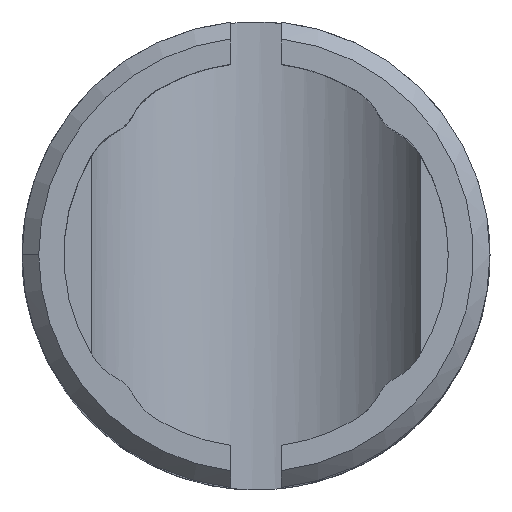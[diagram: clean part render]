
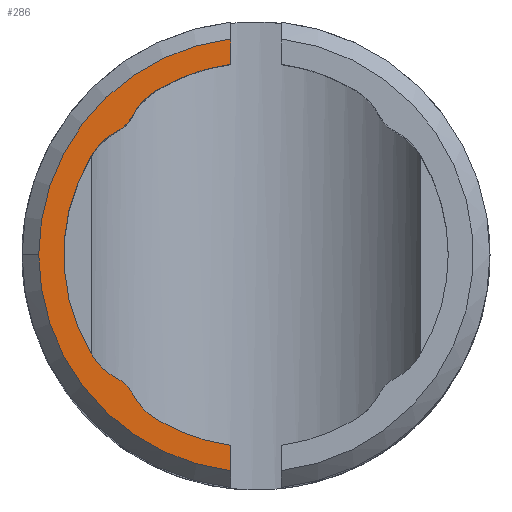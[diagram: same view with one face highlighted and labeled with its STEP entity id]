
A CAD part, top view. The second image highlights one B-rep face of the part: STEP entity #286.
In plain terms, the highlighted planar face has unit normal (0, 0, 1).
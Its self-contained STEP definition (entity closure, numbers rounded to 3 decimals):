
#53 = VERTEX_POINT ( 'NONE', #708 ) ;
#78 = VERTEX_POINT ( 'NONE', #719 ) ;
#80 = VERTEX_POINT ( 'NONE', #723 ) ;
#99 = VERTEX_POINT ( 'NONE', #731 ) ;
#162 = VERTEX_POINT ( 'NONE', #739 ) ;
#206 = VERTEX_POINT ( 'NONE', #726 ) ;
#208 = VERTEX_POINT ( 'NONE', #698 ) ;
#219 = VERTEX_POINT ( 'NONE', #697 ) ;
#286 = ADVANCED_FACE ( 'NONE', ( #1211 ), #1570, .T. ) ;
#313 = EDGE_CURVE ( 'NONE', #78, #1680, #1144, .T. ) ;
#324 = EDGE_CURVE ( 'NONE', #206, #208, #1104, .T. ) ;
#338 = EDGE_CURVE ( 'NONE', #219, #53, #1082, .T. ) ;
#339 = EDGE_CURVE ( 'NONE', #1787, #1675, #1084, .T. ) ;
#340 = EDGE_CURVE ( 'NONE', #53, #80, #1042, .T. ) ;
#374 = EDGE_CURVE ( 'NONE', #1730, #1675, #1134, .T. ) ;
#377 = EDGE_CURVE ( 'NONE', #208, #219, #1046, .T. ) ;
#381 = EDGE_CURVE ( 'NONE', #80, #78, #1202, .T. ) ;
#383 = EDGE_CURVE ( 'NONE', #99, #1787, #1086, .T. ) ;
#409 = EDGE_CURVE ( 'NONE', #206, #1730, #1095, .T. ) ;
#419 = EDGE_CURVE ( 'NONE', #1680, #1693, #1136, .T. ) ;
#420 = EDGE_CURVE ( 'NONE', #162, #99, #1540, .T. ) ;
#422 = EDGE_CURVE ( 'NONE', #1693, #162, #1541, .T. ) ;
#471 = CARTESIAN_POINT ( 'NONE',  ( 0., 0., 45. ) ) ;
#488 = DIRECTION ( 'NONE',  ( 1., 0., 0. ) ) ;
#493 = DIRECTION ( 'NONE',  ( 0., 0., 1. ) ) ;
#578 = CARTESIAN_POINT ( 'NONE',  ( -9.192, 9.192, 45. ) ) ;
#592 = DIRECTION ( 'NONE',  ( 1., 0., 0. ) ) ;
#593 = CARTESIAN_POINT ( 'NONE',  ( -1.5, 0., 45. ) ) ;
#594 = DIRECTION ( 'NONE',  ( 1., 0., 0. ) ) ;
#597 = CARTESIAN_POINT ( 'NONE',  ( -3.869, 6.425, 45. ) ) ;
#626 = DIRECTION ( 'NONE',  ( 0., 0., 1. ) ) ;
#627 = DIRECTION ( 'NONE',  ( 0., 0., -1. ) ) ;
#633 = DIRECTION ( 'NONE',  ( 0., -1., 0. ) ) ;
#697 = CARTESIAN_POINT ( 'NONE',  ( -5.932, 9.852, 45. ) ) ;
#698 = CARTESIAN_POINT ( 'NONE',  ( -1.5, 11.402, 45. ) ) ;
#708 = CARTESIAN_POINT ( 'NONE',  ( -7.418, 8.27, 45. ) ) ;
#719 = CARTESIAN_POINT ( 'NONE',  ( -9.852, 5.932, 45. ) ) ;
#723 = CARTESIAN_POINT ( 'NONE',  ( -8.27, 7.418, 45. ) ) ;
#726 = CARTESIAN_POINT ( 'NONE',  ( -1.5, 12.913, 45. ) ) ;
#731 = CARTESIAN_POINT ( 'NONE',  ( -5.932, -9.852, 45. ) ) ;
#739 = CARTESIAN_POINT ( 'NONE',  ( -7.418, -8.27, 45. ) ) ;
#901 = CARTESIAN_POINT ( 'NONE',  ( -6.425, -3.869, 45. ) ) ;
#902 = DIRECTION ( 'NONE',  ( 0., 0., 1. ) ) ;
#903 = DIRECTION ( 'NONE',  ( 1., 0., 0. ) ) ;
#905 = CARTESIAN_POINT ( 'NONE',  ( -3.869, -6.425, 45. ) ) ;
#906 = DIRECTION ( 'NONE',  ( 0., 0., 1. ) ) ;
#907 = DIRECTION ( 'NONE',  ( 1., 0., 0. ) ) ;
#911 = CARTESIAN_POINT ( 'NONE',  ( -9.192, -9.192, 45. ) ) ;
#912 = DIRECTION ( 'NONE',  ( 0., 0., -1. ) ) ;
#913 = DIRECTION ( 'NONE',  ( 1., 0., 0. ) ) ;
#943 = CARTESIAN_POINT ( 'NONE',  ( 0., 0., 45. ) ) ;
#989 = AXIS2_PLACEMENT_3D ( 'NONE', #1579, #1586, #1587 ) ;
#1042 = CIRCLE ( 'NONE', #1894, 2. ) ;
#1046 = CIRCLE ( 'NONE', #1846, 11.5 ) ;
#1076 = VECTOR ( 'NONE', #2006, 1000. ) ;
#1082 = CIRCLE ( 'NONE', #1872, 4. ) ;
#1084 = LINE ( 'NONE', #593, #1111 ) ;
#1086 = CIRCLE ( 'NONE', #1848, 11.5 ) ;
#1095 = CIRCLE ( 'NONE', #1854, 13. ) ;
#1104 = LINE ( 'NONE', #2074, #1076 ) ;
#1111 = VECTOR ( 'NONE', #633, 1000. ) ;
#1134 = CIRCLE ( 'NONE', #1843, 13. ) ;
#1136 = CIRCLE ( 'NONE', #1837, 4. ) ;
#1144 = CIRCLE ( 'NONE', #1876, 11.5 ) ;
#1202 = CIRCLE ( 'NONE', #1840, 4. ) ;
#1211 = FACE_OUTER_BOUND ( 'NONE', #1753, .T. ) ;
#1356 = CARTESIAN_POINT ( 'NONE',  ( -9.852, -5.932, 45. ) ) ;
#1365 = CARTESIAN_POINT ( 'NONE',  ( -1.5, -12.913, 45. ) ) ;
#1369 = CARTESIAN_POINT ( 'NONE',  ( -8.27, -7.418, 45. ) ) ;
#1370 = CARTESIAN_POINT ( 'NONE',  ( -13., 0., 45. ) ) ;
#1384 = CARTESIAN_POINT ( 'NONE',  ( -1.5, -11.402, 45. ) ) ;
#1416 = CARTESIAN_POINT ( 'NONE',  ( 0., 0., 45. ) ) ;
#1417 = DIRECTION ( 'NONE',  ( 1., 0., 0. ) ) ;
#1424 = DIRECTION ( 'NONE',  ( 0., 0., 1. ) ) ;
#1425 = DIRECTION ( 'NONE',  ( 1., 0., 0. ) ) ;
#1431 = DIRECTION ( 'NONE',  ( 0., 0., 1. ) ) ;
#1440 = DIRECTION ( 'NONE',  ( 1., 0., 0. ) ) ;
#1452 = CARTESIAN_POINT ( 'NONE',  ( -6.425, 3.869, 45. ) ) ;
#1463 = DIRECTION ( 'NONE',  ( 1., 0., 0. ) ) ;
#1486 = CARTESIAN_POINT ( 'NONE',  ( 0., 0., 45. ) ) ;
#1490 = CARTESIAN_POINT ( 'NONE',  ( 0., 0., 45. ) ) ;
#1502 = DIRECTION ( 'NONE',  ( 0., 0., 1. ) ) ;
#1522 = DIRECTION ( 'NONE',  ( 0., 0., 1. ) ) ;
#1540 = CIRCLE ( 'NONE', #1857, 4. ) ;
#1541 = CIRCLE ( 'NONE', #1847, 2. ) ;
#1570 = PLANE ( 'NONE',  #989 ) ;
#1579 = CARTESIAN_POINT ( 'NONE',  ( 0., 0., 45. ) ) ;
#1586 = DIRECTION ( 'NONE',  ( 0., 0., 1. ) ) ;
#1587 = DIRECTION ( 'NONE',  ( 1., 0., 0. ) ) ;
#1675 = VERTEX_POINT ( 'NONE', #1365 ) ;
#1680 = VERTEX_POINT ( 'NONE', #1356 ) ;
#1693 = VERTEX_POINT ( 'NONE', #1369 ) ;
#1694 = ORIENTED_EDGE ( 'NONE', *, *, #340, .F. ) ;
#1695 = ORIENTED_EDGE ( 'NONE', *, *, #374, .T. ) ;
#1698 = ORIENTED_EDGE ( 'NONE', *, *, #324, .F. ) ;
#1704 = ORIENTED_EDGE ( 'NONE', *, *, #313, .F. ) ;
#1705 = ORIENTED_EDGE ( 'NONE', *, *, #377, .F. ) ;
#1710 = ORIENTED_EDGE ( 'NONE', *, *, #339, .F. ) ;
#1730 = VERTEX_POINT ( 'NONE', #1370 ) ;
#1753 = EDGE_LOOP ( 'NONE', ( #1698, #1770, #1695, #1710, #1831, #1835, #1795, #1773, #1704, #1763, #1694, #1754, #1705 ) ) ;
#1754 = ORIENTED_EDGE ( 'NONE', *, *, #338, .F. ) ;
#1763 = ORIENTED_EDGE ( 'NONE', *, *, #381, .F. ) ;
#1770 = ORIENTED_EDGE ( 'NONE', *, *, #409, .T. ) ;
#1773 = ORIENTED_EDGE ( 'NONE', *, *, #419, .F. ) ;
#1787 = VERTEX_POINT ( 'NONE', #1384 ) ;
#1795 = ORIENTED_EDGE ( 'NONE', *, *, #422, .F. ) ;
#1831 = ORIENTED_EDGE ( 'NONE', *, *, #383, .F. ) ;
#1835 = ORIENTED_EDGE ( 'NONE', *, *, #420, .F. ) ;
#1837 = AXIS2_PLACEMENT_3D ( 'NONE', #901, #902, #903 ) ;
#1840 = AXIS2_PLACEMENT_3D ( 'NONE', #1452, #1502, #1425 ) ;
#1843 = AXIS2_PLACEMENT_3D ( 'NONE', #1416, #1424, #1417 ) ;
#1846 = AXIS2_PLACEMENT_3D ( 'NONE', #1490, #1522, #1440 ) ;
#1847 = AXIS2_PLACEMENT_3D ( 'NONE', #911, #912, #913 ) ;
#1848 = AXIS2_PLACEMENT_3D ( 'NONE', #1486, #1431, #1463 ) ;
#1854 = AXIS2_PLACEMENT_3D ( 'NONE', #471, #493, #488 ) ;
#1857 = AXIS2_PLACEMENT_3D ( 'NONE', #905, #906, #907 ) ;
#1872 = AXIS2_PLACEMENT_3D ( 'NONE', #597, #626, #592 ) ;
#1876 = AXIS2_PLACEMENT_3D ( 'NONE', #943, #1897, #1896 ) ;
#1894 = AXIS2_PLACEMENT_3D ( 'NONE', #578, #627, #594 ) ;
#1896 = DIRECTION ( 'NONE',  ( 1., 0., 0. ) ) ;
#1897 = DIRECTION ( 'NONE',  ( 0., 0., 1. ) ) ;
#2006 = DIRECTION ( 'NONE',  ( 0., -1., 0. ) ) ;
#2074 = CARTESIAN_POINT ( 'NONE',  ( -1.5, 0., 45. ) ) ;
